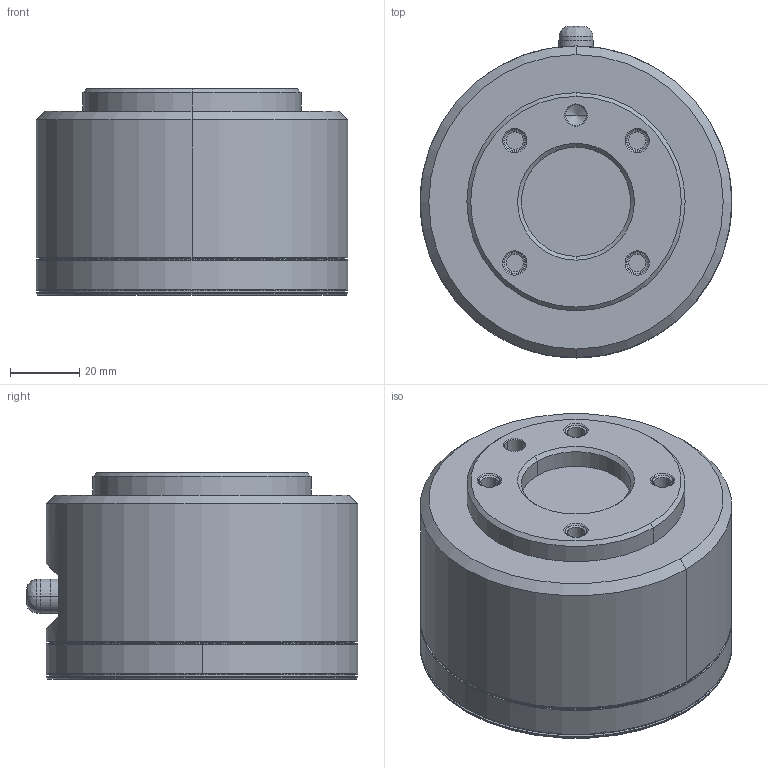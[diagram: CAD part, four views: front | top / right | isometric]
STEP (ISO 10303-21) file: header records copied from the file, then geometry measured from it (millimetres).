
FILE_DESCRIPTION (( 'STEP AP203' ), '1' );
FILE_NAME ('Link_6_Default_sldprt.STEP', '2024-06-09T03:11:28', ( '' ), ( '' ), 'SwSTEP 2.0', 'SolidWorks 2023', '' );
FILE_SCHEMA (( 'CONFIG_CONTROL_DESIGN' ));
Length unit declared in the file: millimetre
Products named in the file (1): Link_6_Default_sldprt
Bounding box: 90 x 95.8 x 59.65 mm (x, y, z)
Volume: 350538.5 mm3; surface area: 31479.5 mm2
Topology: 1 solids, 1 shells, 124 faces, 275 edges, 170 vertices
Faces by surface type: cylinder 50, cone 36, plane 24, bspline 14
Entity records: 3686 total; most frequent: CARTESIAN_POINT 788, DIRECTION 665, ORIENTED_EDGE 542, AXIS2_PLACEMENT_3D 287, EDGE_CURVE 271, CIRCLE 176, VERTEX_POINT 170, EDGE_LOOP 145
